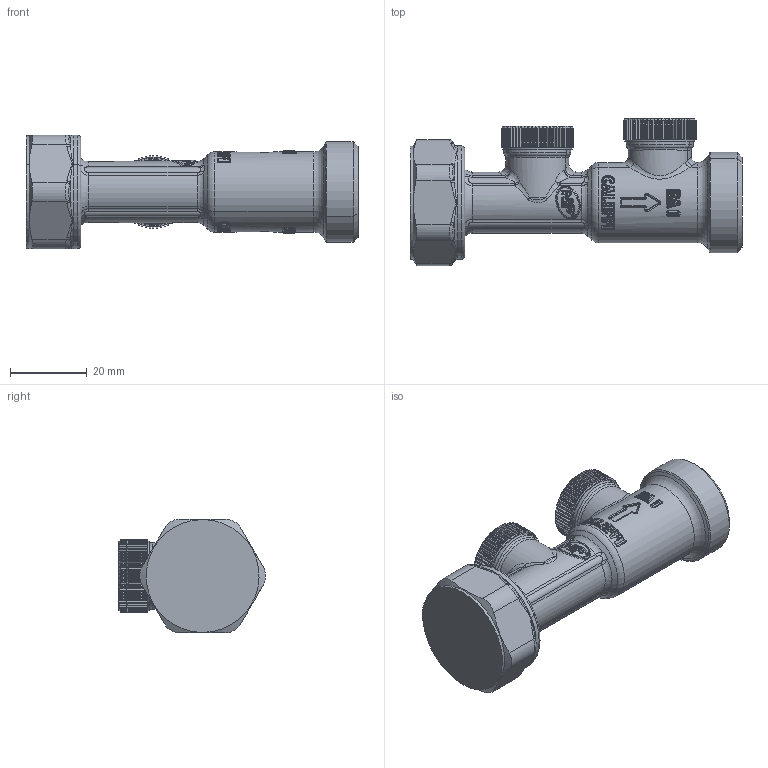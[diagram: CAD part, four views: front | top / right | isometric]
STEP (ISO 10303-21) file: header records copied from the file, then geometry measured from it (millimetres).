
FILE_DESCRIPTION(('CATIA V5 STEP Exchange','CAx-IF Rec.Pracs.--- Model Styling and Organization---1.4--- 2014-01-23','CAx-IF Rec.Pracs.---3D Tessellated Data Validation Properties---0.5---2014-09-14'),'2;1');
FILE_NAME('STEP_304645_-_TST.stp','2022-03-30T09:59:46+00:00',('none'),('none'),'CATIA Version 5-6 Release 2019 SP3','CATIA V5 STEP AP242 v1','none');
FILE_SCHEMA(('AP242_MANAGED_MODEL_BASED_3D_ENGINEERING_MIM_LF {1 0 10303 442 1 1 4}'));
Products named in the file (1): 304645 - TST
Bounding box: 86.8 x 38.44 x 29.8 mm (x, y, z)
Volume: 39081.8 mm3; surface area: 9602.5 mm2
Topology: 1 solids, 1 shells, 2115 faces, 5223 edges, 2960 vertices
Faces by surface type: bspline 1126, plane 427, cylinder 342, sphere 157, torus 43, cone 20
Entity records: 126399 total; most frequent: CARTESIAN_POINT 88495, ORIENTED_EDGE 10092, EDGE_CURVE 5046, DIRECTION 3349, B_SPLINE_CURVE_WITH_KNOTS 3067, VERTEX_POINT 2960, EDGE_LOOP 2142, ADVANCED_FACE 2115
